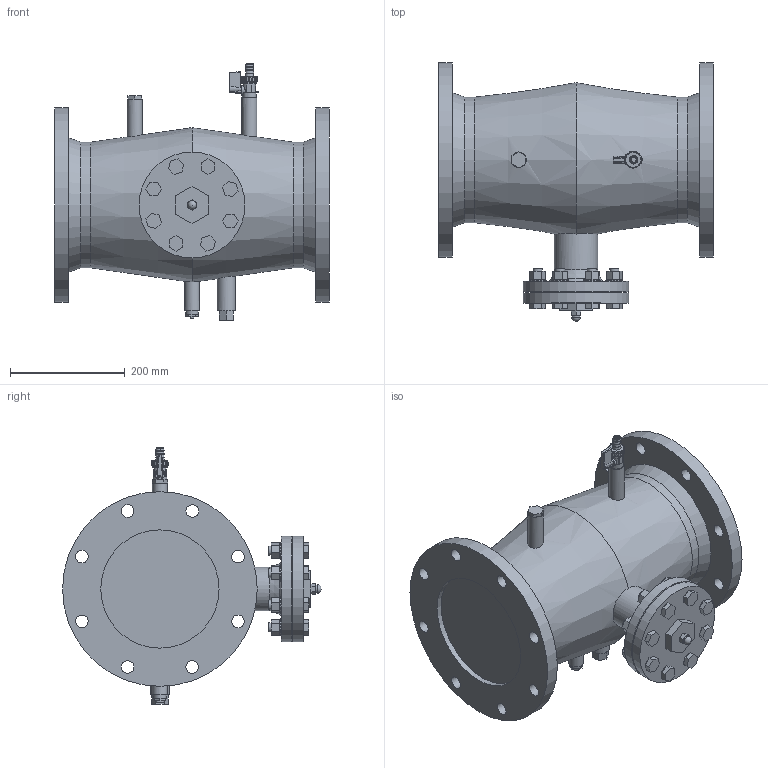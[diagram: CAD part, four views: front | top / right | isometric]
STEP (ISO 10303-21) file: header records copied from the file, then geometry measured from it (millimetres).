
FILE_DESCRIPTION(/* description */ (''),/* implementation_level */ '2;1');
FILE_NAME(/* name */ '3d_ExdirtMagnetoDN200-8256360.stp',/* time_stamp */ '2022-12-29T13:19:09+01:00',/* author */ ('Andrzej'),/* organization */ (''),/* preprocessor_version */ 'ST-DEVELOPER v16.13',/* originating_system */ 'AutoCAD Mechanical',/* authorisation */ '');
FILE_SCHEMA (('AUTOMOTIVE_DESIGN { 1 0 10303 214 3 1 1 }'));
Length unit declared in the file: millimetre
Products named in the file (1): Product
Bounding box: 480 x 452 x 447.41 mm (x, y, z)
Volume: 25028935.8 mm3; surface area: 887661.7 mm2
Topology: 1 solids, 1 shells, 442 faces, 1032 edges, 664 vertices
Faces by surface type: plane 280, cylinder 131, cone 17, torus 9, sphere 5
Full cylindrical faces by diameter (mm): 2 x1, 4 x1, 9 x1, 10 x1, 15 x1, 16 x16, 16.75 x1, 17 x8, 18 x16, 22 x17, 22.49 x8, 24 x1, 26.1 x1, 26.4 x4, 28 x1, 30 x8, 32 x1, 76.1 x1, 127 x1, 185 x2, 206.5 x2, 219.1 x2, 340 x2
Entity records: 12419 total; most frequent: CARTESIAN_POINT 2598, DIRECTION 2106, ORIENTED_EDGE 1746, EDGE_CURVE 873, AXIS2_PLACEMENT_3D 803, EDGE_LOOP 690, VERTEX_POINT 629, LINE 500
